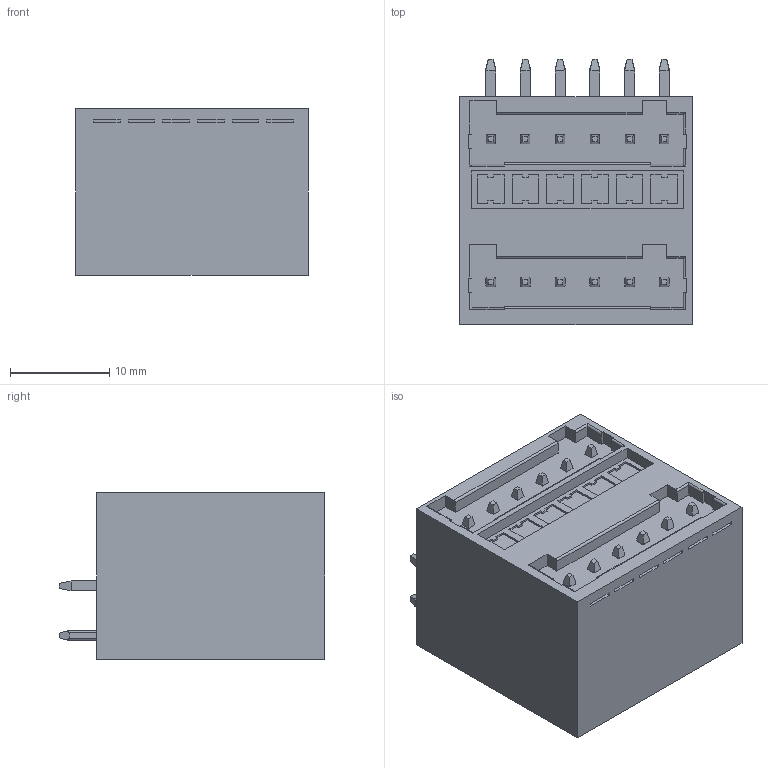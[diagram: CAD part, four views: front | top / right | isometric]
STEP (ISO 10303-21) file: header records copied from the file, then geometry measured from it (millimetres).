
FILE_DESCRIPTION(/* description */ (''),/* implementation_level */ '2;1');
FILE_NAME(/* name */ '435806.stp',/* time_stamp */ '2022-03-28T09:36:12+08:00',/* author */ (''),/* organization */ (''),/* preprocessor_version */ 'ST-DEVELOPER v16',/* originating_system */ 'SIEMENS PLM Software NX 10.0',/* authorisation */ '');
FILE_SCHEMA (('AP203_CONFIGURATION_CONTROLLED_3D_DESIGN_OF_MECHANICAL_PARTS_AND_ASSEMBLIES_MIM_LF { 1 0 10303 403 2 1 2}'));
Length unit declared in the file: millimetre
Products named in the file (1): syf02FF0922Cfj60
Bounding box: 23.4 x 26.8 x 16.8 mm (x, y, z)
Volume: 8636.2 mm3; surface area: 3254.9 mm2
Topology: 1 solids, 7 shells, 494 faces, 1285 edges, 848 vertices
Faces by surface type: plane 431, cylinder 63
Entity records: 15023 total; most frequent: CARTESIAN_POINT 2628, ORIENTED_EDGE 2570, DIRECTION 2447, EDGE_CURVE 1285, LINE 1113, VECTOR 1113, VERTEX_POINT 848, AXIS2_PLACEMENT_3D 667
